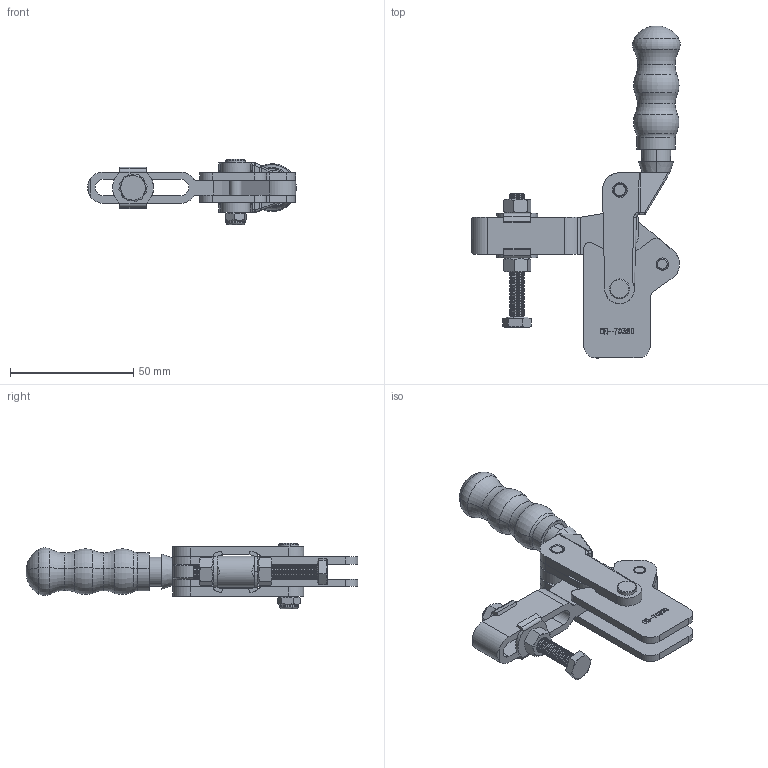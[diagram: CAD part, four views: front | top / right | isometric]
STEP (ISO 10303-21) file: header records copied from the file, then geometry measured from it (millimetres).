
FILE_DESCRIPTION (( 'STEP AP203' ), '1' );
FILE_NAME ('CH-70320.STEP', '2017-10-11T02:30:37', ( 'Windows' ), ( 'Microsoft' ), 'SwSTEP 2.0', 'SolidWorks 2015', '' );
FILE_SCHEMA (( 'CONFIG_CONTROL_DESIGN' ));
Length unit declared in the file: millimetre
Products named in the file (15): 滅蹟; 盓殤2; CH-FW-141; 綵竄杶; hex head bolts-full thread grade c gb_GB_FASTENER_BOLT_HHBFTC M6X50-S; 揤參; hex nuts, style 2-grades ab gb_GB_HEXAGON_TYPE13 M6 Normal Style-N; 蟀裝; CH-70320; 路杶; 傻郋粣; 酗郋粣; 盓殤1; 蹟裝; 標撿极
Assembly tree (18 placements, depth 2):
  CH-70320
    盓殤1
    標撿极
    盓殤2
    綵竄杶
    揤參
    蟀裝  x2
    路杶
    傻郋粣  x2
    酗郋粣
    蹟裝
    滅蹟
    CH-FW-141  x2
    hex head bolts-full thread grade c gb_GB_FASTENER_BOLT_HHBFTC M6X50-S
    hex nuts, style 2-grades ab gb_GB_HEXAGON_TYPE13 M6 Normal Style-N  x2
Bounding box: 84.49 x 134.46 x 26.5 mm (x, y, z)
Volume: 40910.2 mm3; surface area: 31610 mm2
Topology: 18 solids, 18 shells, 1267 faces, 2969 edges, 1765 vertices
Faces by surface type: cone 408, plane 343, cylinder 303, bspline 161, torus 46, sphere 6
Entity records: 43837 total; most frequent: CARTESIAN_POINT 15401, ORIENTED_EDGE 5606, DIRECTION 5422, EDGE_CURVE 2803, AXIS2_PLACEMENT_3D 1935, VERTEX_POINT 1666, VECTOR 1552, LINE 1552
